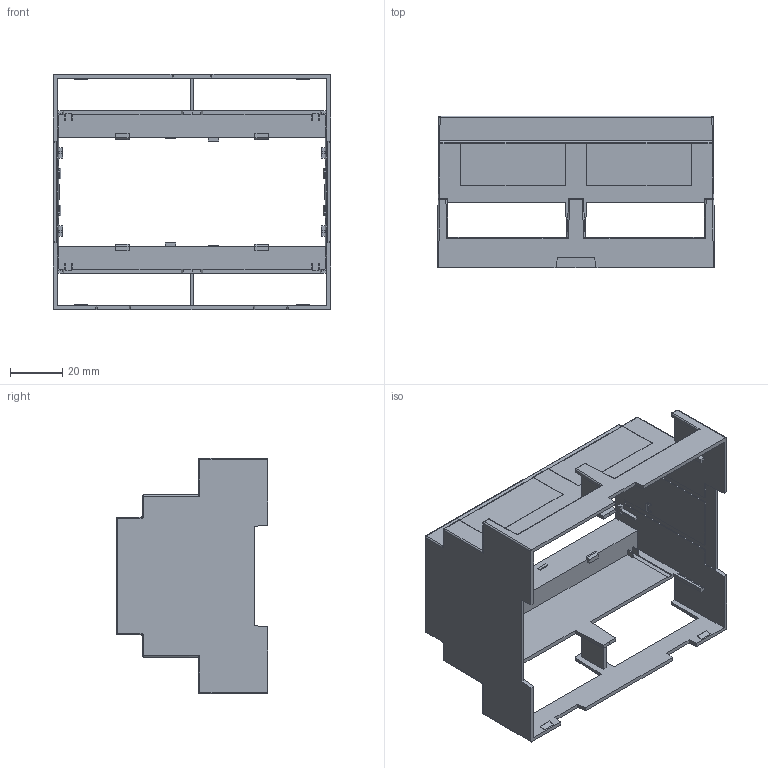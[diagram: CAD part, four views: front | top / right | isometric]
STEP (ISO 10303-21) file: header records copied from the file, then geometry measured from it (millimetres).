
FILE_DESCRIPTION (( 'STEP AP214' ), '1' );
FILE_NAME ('CamdenBoss - CNMB 6-2 (Main Frame).STEP', '2014-10-13T12:46:23', ( 'Temp' ), ( '' ), 'SwSTEP 2.0', 'SolidWorks 2014', '' );
FILE_SCHEMA (( 'AUTOMOTIVE_DESIGN' ));
Length unit declared in the file: millimetre
Products named in the file (1): CamdenBoss - CNMB 6-2 (Main Frame)
Bounding box: 106 x 58 x 90 mm (x, y, z)
Volume: 28735.9 mm3; surface area: 41705.7 mm2
Topology: 1 solids, 1 shells, 411 faces, 1128 edges, 712 vertices
Faces by surface type: plane 325, cylinder 62, sphere 20, bspline 4
Entity records: 12832 total; most frequent: CARTESIAN_POINT 2384, ORIENTED_EDGE 2216, DIRECTION 1988, EDGE_CURVE 1108, VECTOR 988, LINE 988, VERTEX_POINT 712, AXIS2_PLACEMENT_3D 500
